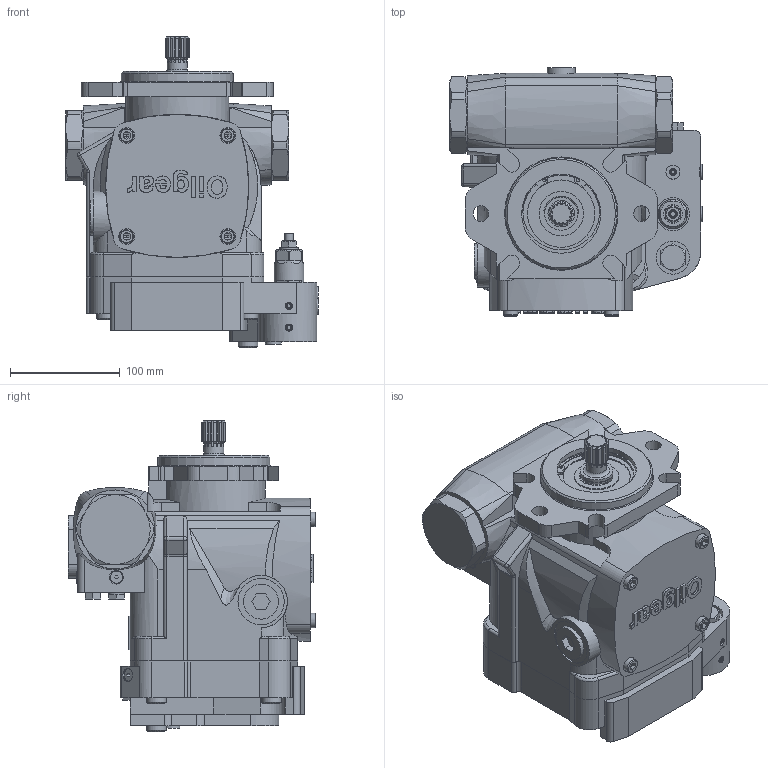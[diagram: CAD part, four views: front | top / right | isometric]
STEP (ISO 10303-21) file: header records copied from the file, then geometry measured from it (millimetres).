
FILE_DESCRIPTION((''),'2;1');
FILE_NAME('PVM_025_thru_075.stp','2015-12-21T13:08:42',('JGroves'),(''),'Autodesk Inventor 2012','Autodesk Inventor 2012','');
FILE_SCHEMA(('AUTOMOTIVE_DESIGN { 1 0 10303 214 1 1 1 1 }'));
Length unit declared in the file: inch
Products named in the file (1): Assembly1_Shrinkwrap_2
Bounding box: 229.69 x 225.42 x 282.97 mm (x, y, z)
Surface area: 317357.6 mm2 (no closed solid volume)
Topology: 0 solids, 65 shells, 1087 faces, 3368 edges, 2422 vertices
Faces by surface type: plane 569, cylinder 276, bspline 103, cone 99, torus 38, sphere 2
Full cylindrical faces by diameter (mm): 2.184 x2, 3.175 x2, 3.556 x8, 5.004 x7, 6.35 x8, 6.655 x1, 7.874 x1, 8.001 x1, 11.125 x5, 12.446 x1, 12.7 x2, 13 x4, 14.275 x7, 15.494 x1, 16.815 x1, 18 x4, 18.034 x1, 19.812 x4, 22.225 x1, 22.352 x2, 23.876 x1, 26.797 x1, 26.975 x1, 30.013 x1, 30.175 x1, 30.226 x1, 31.75 x1, 33.325 x1, 40.414 x1, 42.062 x2
Entity records: 40243 total; most frequent: CARTESIAN_POINT 10134, ORIENTED_EDGE 5578, DIRECTION 5552, EDGE_CURVE 3249, VERTEX_POINT 2405, VECTOR 2074, LINE 2074, AXIS2_PLACEMENT_3D 1739
